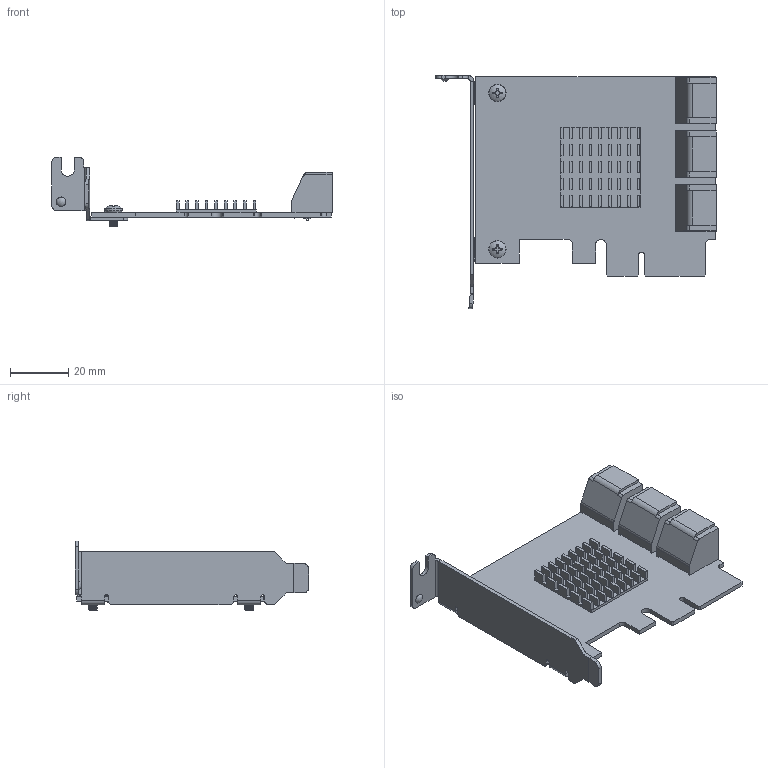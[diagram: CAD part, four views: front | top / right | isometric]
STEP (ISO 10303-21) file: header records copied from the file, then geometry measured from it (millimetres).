
FILE_DESCRIPTION(/* description */ (''),/* implementation_level */ '2;1');
FILE_NAME(/* name */ 'AS1166 PCIex sata x4 6 ports.step',/* time_stamp */ '2023-08-21T20:01:20+02:00',/* author */ (''),/* organization */ (''),/* preprocessor_version */ 'ST-DEVELOPER v20',/* originating_system */ 'Autodesk Translation Framework v12.9.0.99',/* authorisation */ '');
FILE_SCHEMA (('AUTOMOTIVE_DESIGN { 1 0 10303 214 3 1 1 }'));
Length unit declared in the file: millimetre
Products named in the file (6): AS1166 PCIex4  6 ports; PCIe_x4_LowProfile; 92000A114_Passivated 18-8 Stainless Steel Pan Head Phillips Screws; Adam Tech Dual Sata; HeatSink; PCIe Brakets_PCIE card IO panel lowprofil
Assembly tree (8 placements, depth 2):
  AS1166 PCIex4  6 ports
    PCIe_x4_LowProfile
    92000A114_Passivated 18-8 Stainless Steel Pan Head Phillips Screws  x2
    Adam Tech Dual Sata  x3
    HeatSink
    PCIe Brakets_PCIE card IO panel lowprofil
Bounding box: 96.63 x 80.5 x 24.13 mm (x, y, z)
Volume: 18081.7 mm3; surface area: 23883.5 mm2
Topology: 8 solids, 8 shells, 1218 faces, 2993 edges, 1952 vertices
Faces by surface type: plane 971, cylinder 191, bspline 30, cone 18, torus 4, sphere 4
Full cylindrical faces by diameter (mm): 0.65 x42, 1.5 x6, 2.35 x14, 2.6 x2, 3 x16, 3.18 x1
Entity records: 21002 total; most frequent: CARTESIAN_POINT 5153, ORIENTED_EDGE 3234, DIRECTION 3051, EDGE_CURVE 1617, LINE 1339, VECTOR 1339, VERTEX_POINT 1056, AXIS2_PLACEMENT_3D 856
